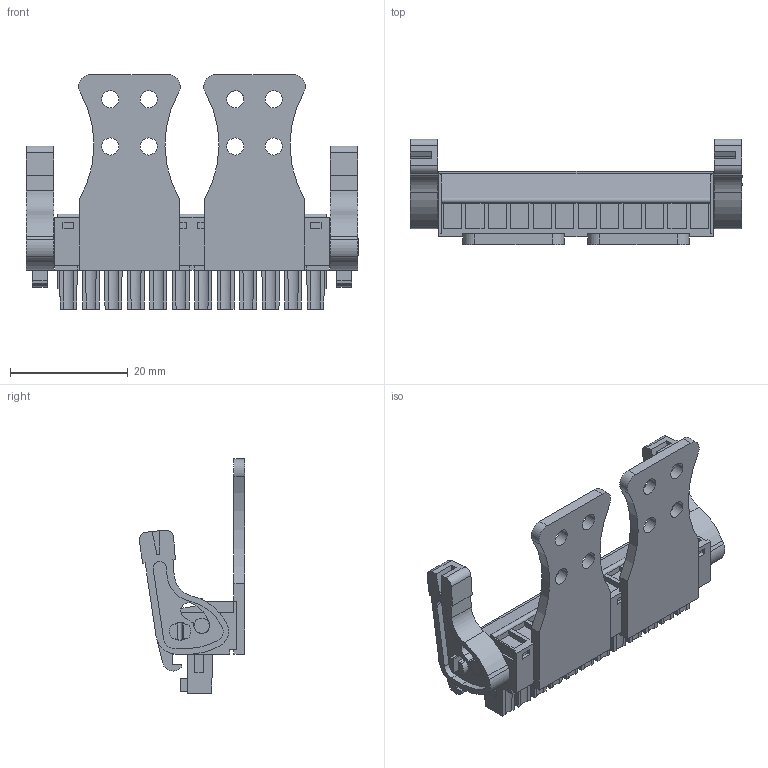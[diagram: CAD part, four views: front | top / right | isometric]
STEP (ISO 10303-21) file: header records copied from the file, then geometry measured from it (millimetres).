
FILE_DESCRIPTION(('CATIA V5R24 STEP','CAx-IF Rec.Pracs.--- Model Styling and Organization---1.2---2011-12-15'),'2;1');
FILE_NAME ('D1462193_0_2442270000_2442270000.stp','2017-10-04T14:00:18+00:00',('none'),('Weidmueller'),'CATIA Version 5-6 Release 2014 SP4 HF52','CATIA V5 STEP AP214','none');
FILE_SCHEMA(('AUTOMOTIVE_DESIGN { 1 0 10303 214 1 1 1 1 }'));
Length unit declared in the file: millimetre
Products named in the file (1): 2442270000
Bounding box: 56.31 x 17.9 x 39.75 mm (x, y, z)
Volume: 7518.8 mm3; surface area: 8490.3 mm2
Topology: 17 solids, 17 shells, 814 faces, 2126 edges, 1406 vertices
Faces by surface type: plane 607, cylinder 207
Entity records: 23796 total; most frequent: CARTESIAN_POINT 4241, ORIENTED_EDGE 4236, DIRECTION 3141, EDGE_CURVE 2118, VECTOR 1610, LINE 1610, VERTEX_POINT 1404, AXIS2_PLACEMENT_3D 999
